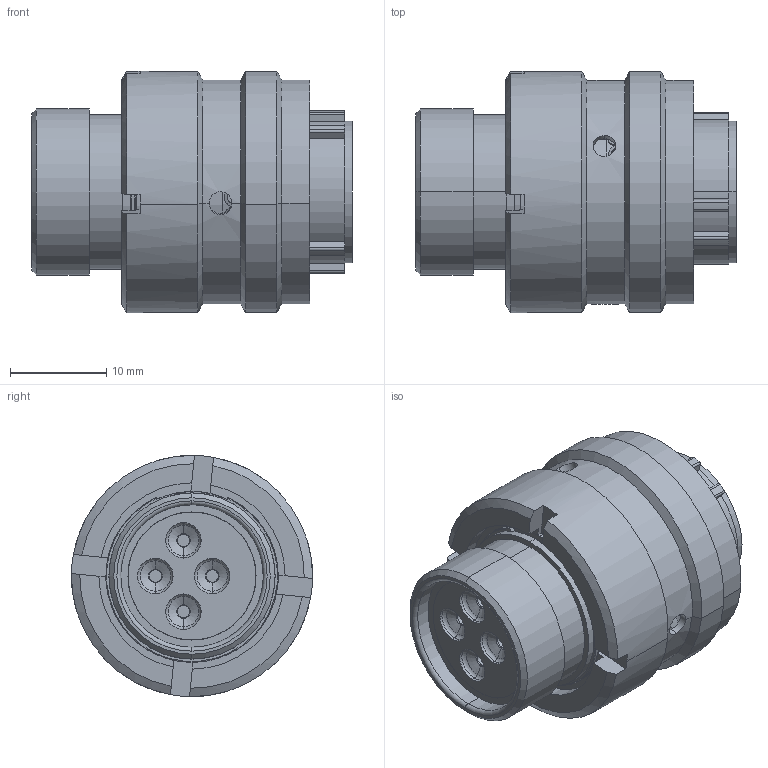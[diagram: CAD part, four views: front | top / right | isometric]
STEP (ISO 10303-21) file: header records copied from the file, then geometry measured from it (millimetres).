
FILE_DESCRIPTION (( 'STEP AP214' ), '1' );
FILE_NAME ('AS612-04SA.STEP', '2019-01-02T12:17:55', ( 'TE Connectivity' ), ( 'TE Connectivity' ), 'SwSTEP 2.0', 'SolidWorks 2016', '' );
FILE_SCHEMA (( 'AUTOMOTIVE_DESIGN' ));
Length unit declared in the file: millimetre
Products named in the file (1): AS612-04SA
Bounding box: 33.37 x 25.09 x 25.09 mm (x, y, z)
Volume: 9064.5 mm3; surface area: 12984.4 mm2
Topology: 18 solids, 18 shells, 993 faces, 2577 edges, 1619 vertices
Faces by surface type: plane 414, cylinder 278, torus 156, cone 114, bspline 29, sphere 2
Entity records: 46750 total; most frequent: CARTESIAN_POINT 13002, ORIENTED_EDGE 5122, DIRECTION 4297, EDGE_CURVE 2561, AXIS2_PLACEMENT_3D 1757, VERTEX_POINT 1615, EDGE_LOOP 1044, UNCERTAINTY_MEASURE_WITH_UNIT 1013
